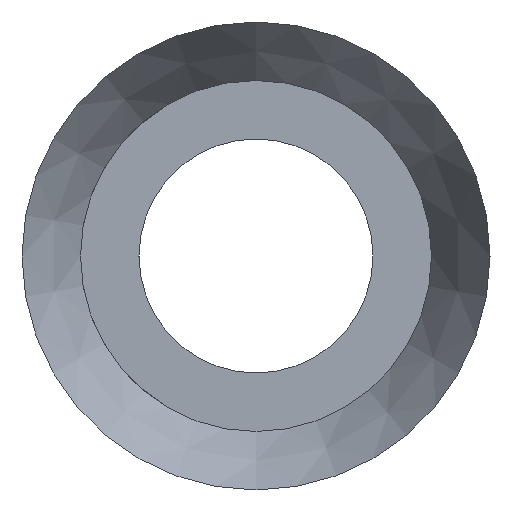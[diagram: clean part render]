
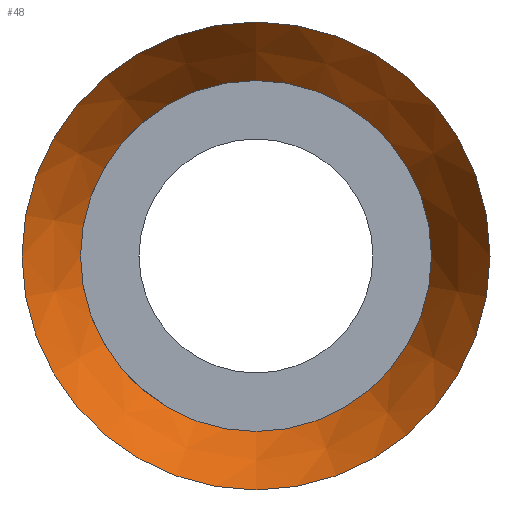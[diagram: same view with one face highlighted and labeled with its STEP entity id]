
A CAD part, left-side view. The second image highlights one B-rep face of the part: STEP entity #48.
In plain terms, the highlighted conical face has half-angle 30 degrees and reference radius 0.75 mm.
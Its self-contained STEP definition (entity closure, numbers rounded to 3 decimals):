
#48=ADVANCED_FACE('',(#97,#98),#99,.F.);
#97=FACE_OUTER_BOUND('',#142,.T.);
#98=FACE_BOUND('',#143,.T.);
#99=CONICAL_SURFACE('',#144,0.75,0.524);
#142=EDGE_LOOP('',(#213));
#143=EDGE_LOOP('',(#214));
#144=AXIS2_PLACEMENT_3D('',#215,#216,#217);
#213=ORIENTED_EDGE('',*,*,#248,.T.);
#214=ORIENTED_EDGE('',*,*,#250,.F.);
#215=CARTESIAN_POINT('',(0.433,0.0,0.0));
#216=DIRECTION('',(-1.0,0.0,-0.0));
#217=DIRECTION('',(0.0,0.0,1.0));
#248=EDGE_CURVE('',#285,#285,#286,.T.);
#250=EDGE_CURVE('',#288,#288,#289,.T.);
#285=VERTEX_POINT('',#335);
#286=CIRCLE('',#336,1.0);
#288=VERTEX_POINT('',#338);
#289=CIRCLE('',#339,0.75);
#335=CARTESIAN_POINT('',(0.0,0.0,1.0));
#336=AXIS2_PLACEMENT_3D('',#373,#374,#375);
#338=CARTESIAN_POINT('',(0.433,0.0,0.75));
#339=AXIS2_PLACEMENT_3D('',#376,#377,#378);
#373=CARTESIAN_POINT('',(0.0,0.0,0.0));
#374=DIRECTION('',(-1.0,0.0,0.0));
#375=DIRECTION('',(0.0,0.0,1.0));
#376=CARTESIAN_POINT('',(0.433,0.0,0.0));
#377=DIRECTION('',(-1.0,0.0,0.0));
#378=DIRECTION('',(0.0,0.0,1.0));
